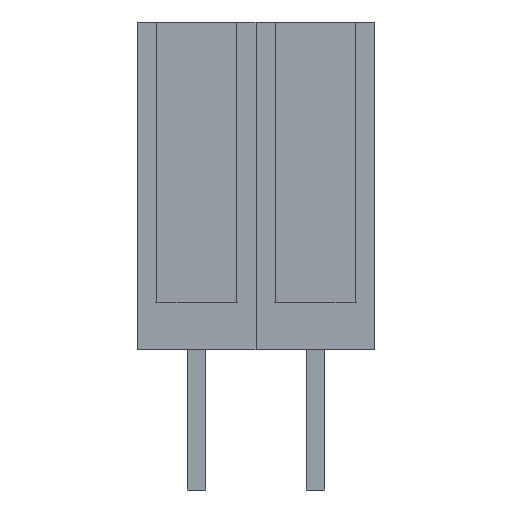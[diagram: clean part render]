
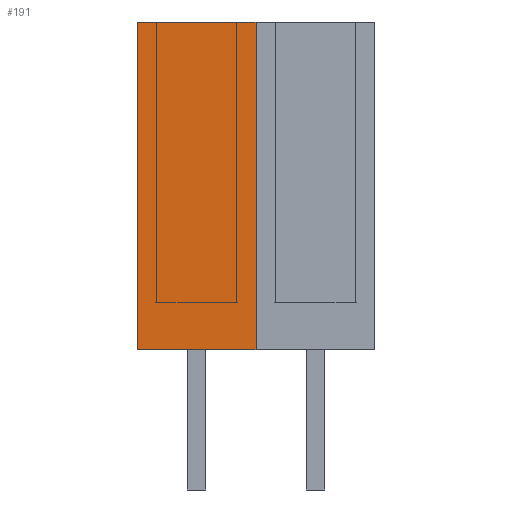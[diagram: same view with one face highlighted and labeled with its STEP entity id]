
A CAD part, front view. The second image highlights one B-rep face of the part: STEP entity #191.
In plain terms, the highlighted planar face has unit normal (0, -1, 0).
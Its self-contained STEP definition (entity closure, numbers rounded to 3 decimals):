
#13=DIRECTION('',(0.,0.,1.));
#14=DIRECTION('',(1.,0.,0.));
#167=EDGE_CURVE('',#168,#170,#172,.T.);
#168=VERTEX_POINT('',#169);
#169=CARTESIAN_POINT('',(-1.27,-1.271,0.));
#170=VERTEX_POINT('',#171);
#171=CARTESIAN_POINT('',(-1.27,-1.271,7.));
#172=LINE('',#169,#173);
#173=VECTOR('',#13,1.);
#180=DIRECTION('',(0.,1.,0.));
#191=ADVANCED_FACE('',(#192),#209,.F.);
#192=FACE_BOUND('',#193,.F.);
#193=EDGE_LOOP('',(#194,#200,#201,#206));
#194=ORIENTED_EDGE('',*,*,#195,.F.);
#195=EDGE_CURVE('',#168,#196,#198,.T.);
#196=VERTEX_POINT('',#197);
#197=CARTESIAN_POINT('',(1.27,-1.271,0.));
#198=LINE('',#169,#199);
#199=VECTOR('',#14,1.);
#200=ORIENTED_EDGE('',*,*,#167,.T.);
#201=ORIENTED_EDGE('',*,*,#202,.T.);
#202=EDGE_CURVE('',#170,#203,#205,.T.);
#203=VERTEX_POINT('',#204);
#204=CARTESIAN_POINT('',(1.27,-1.271,7.));
#205=LINE('',#171,#199);
#206=ORIENTED_EDGE('',*,*,#207,.F.);
#207=EDGE_CURVE('',#196,#203,#208,.T.);
#208=LINE('',#197,#173);
#209=PLANE('',#210);
#210=AXIS2_PLACEMENT_3D('',#169,#180,#13);
